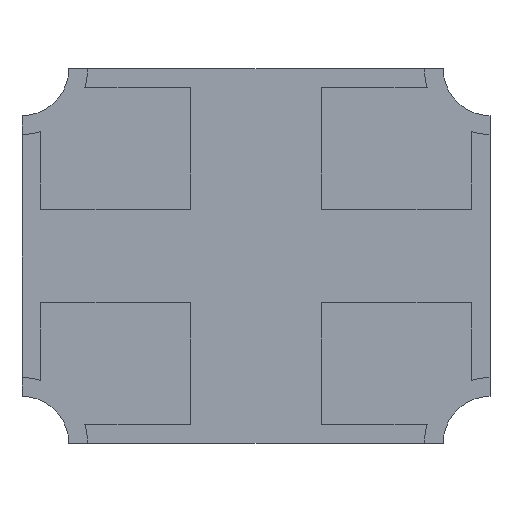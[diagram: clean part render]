
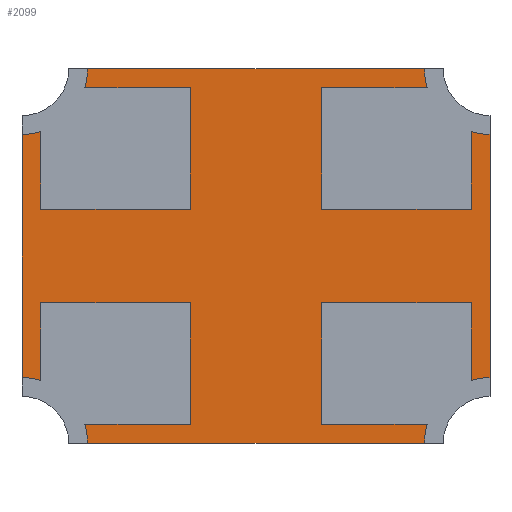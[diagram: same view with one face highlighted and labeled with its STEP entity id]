
A CAD part, front view. The second image highlights one B-rep face of the part: STEP entity #2099.
In plain terms, the highlighted planar face has unit normal (0, -1, 0).
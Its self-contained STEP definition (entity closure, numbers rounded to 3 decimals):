
#1558 = CARTESIAN_POINT ( 'NONE',  ( -1.25, 0.05, -0.75 ) ) ;
#1559 = VERTEX_POINT ( 'NONE', #1558 ) ;
#1560 = CARTESIAN_POINT ( 'NONE',  ( -1., 0.05, -1. ) ) ;
#1561 = VERTEX_POINT ( 'NONE', #1560 ) ;
#1562 = CARTESIAN_POINT ( 'NONE',  ( -1.25, 0.05, -1. ) ) ;
#1563 = DIRECTION ( 'NONE',  ( 0., 1., 0. ) ) ;
#1564 = DIRECTION ( 'NONE',  ( 0., 0., 1. ) ) ;
#1565 = AXIS2_PLACEMENT_3D ( 'NONE', #1562, #1563, #1564 ) ;
#1566 = CIRCLE ( 'NONE', #1565, 0.25) ;
#1567 = EDGE_CURVE ( 'NONE', #1559, #1561, #1566, .T. ) ;
#1822 = CARTESIAN_POINT ( 'NONE',  ( 1., 0.05, 1. ) ) ;
#1823 = VERTEX_POINT ( 'NONE', #1822 ) ;
#1830 = CARTESIAN_POINT ( 'NONE',  ( 1.25, 0.05, 0.75 ) ) ;
#1831 = VERTEX_POINT ( 'NONE', #1830 ) ;
#1832 = CARTESIAN_POINT ( 'NONE',  ( 1.25, 0.05, 1. ) ) ;
#1833 = DIRECTION ( 'NONE',  ( 0., 1., 0. ) ) ;
#1834 = DIRECTION ( 'NONE',  ( 0., 0., 1. ) ) ;
#1835 = AXIS2_PLACEMENT_3D ( 'NONE', #1832, #1833, #1834 ) ;
#1836 = CIRCLE ( 'NONE', #1835, 0.25) ;
#1837 = EDGE_CURVE ( 'NONE', #1831, #1823, #1836, .T. ) ;
#1978 = CARTESIAN_POINT ( 'NONE',  ( 1.25, 0.05, -0.75 ) ) ;
#1979 = VERTEX_POINT ( 'NONE', #1978 ) ;
#1980 = CARTESIAN_POINT ( 'NONE',  ( 1.25, 0.05, 1. ) ) ;
#1981 = DIRECTION ( 'NONE',  ( 0., 0., -1. ) ) ;
#1982 = VECTOR ( 'NONE', #1981, 1000. ) ;
#1983 = LINE ( 'NONE', #1980, #1982 ) ;
#1984 = EDGE_CURVE ( 'NONE', #1831, #1979, #1983, .T. ) ;
#2001 = CARTESIAN_POINT ( 'NONE',  ( 1., 0.05, -1. ) ) ;
#2002 = VERTEX_POINT ( 'NONE', #2001 ) ;
#2009 = CARTESIAN_POINT ( 'NONE',  ( -1.25, 0.05, -1. ) ) ;
#2010 = DIRECTION ( 'NONE',  ( -1., 0., 0. ) ) ;
#2011 = VECTOR ( 'NONE', #2010, 1000. ) ;
#2012 = LINE ( 'NONE', #2009, #2011 ) ;
#2013 = EDGE_CURVE ( 'NONE', #2002, #1561, #2012, .T. ) ;
#2024 = CARTESIAN_POINT ( 'NONE',  ( -1.25, 0.05, 0.75 ) ) ;
#2025 = VERTEX_POINT ( 'NONE', #2024 ) ;
#2026 = CARTESIAN_POINT ( 'NONE',  ( -1.25, 0.05, 1. ) ) ;
#2027 = DIRECTION ( 'NONE',  ( 0., 0., 1. ) ) ;
#2028 = VECTOR ( 'NONE', #2027, 1000. ) ;
#2029 = LINE ( 'NONE', #2026, #2028 ) ;
#2030 = EDGE_CURVE ( 'NONE', #1559, #2025, #2029, .T. ) ;
#2048 = CARTESIAN_POINT ( 'NONE',  ( -1., 0.05, 1. ) ) ;
#2049 = VERTEX_POINT ( 'NONE', #2048 ) ;
#2050 = CARTESIAN_POINT ( 'NONE',  ( -1.25, 0.05, 1. ) ) ;
#2051 = DIRECTION ( 'NONE',  ( 1., 0., 0. ) ) ;
#2052 = VECTOR ( 'NONE', #2051, 1000. ) ;
#2053 = LINE ( 'NONE', #2050, #2052 ) ;
#2054 = EDGE_CURVE ( 'NONE', #2049, #1823, #2053, .T. ) ;
#2072 = ORIENTED_EDGE ( 'NONE', *, *, #1837, .T. ) ;
#2073 = ORIENTED_EDGE ( 'NONE', *, *, #2054, .F. ) ;
#2074 = CARTESIAN_POINT ( 'NONE',  ( -1.25, 0.05, 1. ) ) ;
#2075 = DIRECTION ( 'NONE',  ( 0., 1., 0. ) ) ;
#2076 = DIRECTION ( 'NONE',  ( 0., 0., 1. ) ) ;
#2077 = AXIS2_PLACEMENT_3D ( 'NONE', #2074, #2075, #2076 ) ;
#2078 = CIRCLE ( 'NONE', #2077, 0.25) ;
#2079 = EDGE_CURVE ( 'NONE', #2049, #2025, #2078, .T. ) ;
#2080 = ORIENTED_EDGE ( 'NONE', *, *, #2079, .T. ) ;
#2081 = ORIENTED_EDGE ( 'NONE', *, *, #2030, .F. ) ;
#2082 = ORIENTED_EDGE ( 'NONE', *, *, #1567, .T. ) ;
#2083 = ORIENTED_EDGE ( 'NONE', *, *, #2013, .F. ) ;
#2084 = CARTESIAN_POINT ( 'NONE',  ( 1.25, 0.05, -1. ) ) ;
#2085 = DIRECTION ( 'NONE',  ( 0., -1., 0. ) ) ;
#2086 = DIRECTION ( 'NONE',  ( 0., 0., -1. ) ) ;
#2087 = AXIS2_PLACEMENT_3D ( 'NONE', #2084, #2085, #2086 ) ;
#2088 = CIRCLE ( 'NONE', #2087, 0.25) ;
#2089 = EDGE_CURVE ( 'NONE', #1979, #2002, #2088, .T. ) ;
#2090 = ORIENTED_EDGE ( 'NONE', *, *, #2089, .F. ) ;
#2091 = ORIENTED_EDGE ( 'NONE', *, *, #1984, .F. ) ;
#2092 = EDGE_LOOP ( 'NONE', ( #2072, #2073, #2080, #2081, #2082, #2083, #2090, #2091 ) ) ;
#2093 = FACE_OUTER_BOUND ( 'NONE', #2092, .T. ) ;
#2094 = CARTESIAN_POINT ( 'NONE',  ( 0., 0.05, 0. ) ) ;
#2095 = DIRECTION ( 'NONE',  ( 0., -1., 0. ) ) ;
#2096 = DIRECTION ( 'NONE',  ( 0., 0., -1. ) ) ;
#2097 = AXIS2_PLACEMENT_3D ( 'NONE', #2094, #2095, #2096 ) ;
#2098 = PLANE ( 'NONE', #2097 ) ;
#2099 = ADVANCED_FACE ( 'NONE', ( #2093 ), #2098, .T. ) ;
